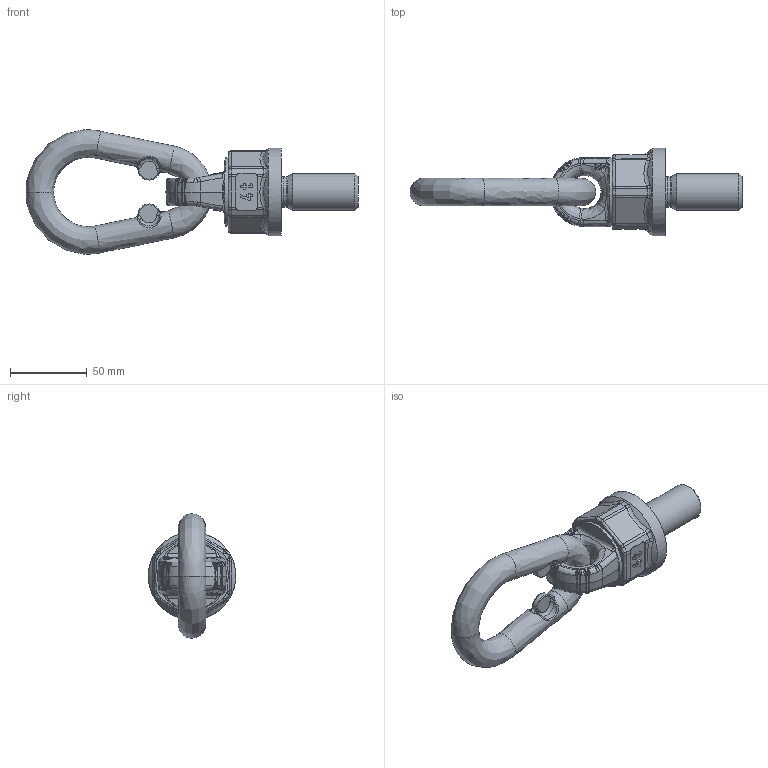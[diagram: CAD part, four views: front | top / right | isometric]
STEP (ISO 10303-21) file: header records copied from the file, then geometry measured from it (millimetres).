
FILE_DESCRIPTION((''),'2;1');
FILE_NAME('TP4_M24x50_senkrecht.stp', '2012-03-27T10:36:42',('User'),('SDRC'),'I-DEAS Master Series 9','UNIX', 'Yes');
FILE_SCHEMA(('CONFIG_CONTROL_DESIGN', 'GEOMETRIC_VALIDATION_PROPERTIES_MIM','SHAPE_APPEARANCE_LAYER_MIM'));
Length unit declared in the file: millimetre
Bounding box: 216.09 x 56.93 x 80.96 mm (x, y, z)
Volume: 188062.1 mm3; surface area: 34458.4 mm2
Topology: 2 solids, 2 shells, 646 faces, 1615 edges, 962 vertices
Faces by surface type: bspline 646
Entity records: 24730 total; most frequent: CARTESIAN_POINT 14554, ORIENTED_EDGE 3170, EDGE_CURVE 1585, VERTEX_POINT 962, OVER_RIDING_STYLED_ITEM 930, QUASI_UNIFORM_CURVE 676, EDGE_LOOP 669, FACE_OUTER_BOUND 646
